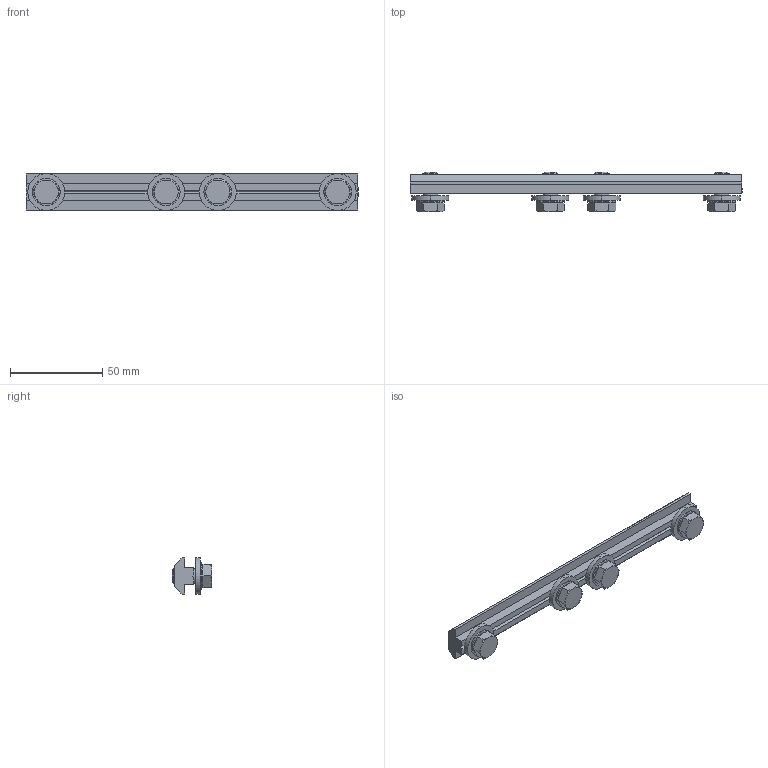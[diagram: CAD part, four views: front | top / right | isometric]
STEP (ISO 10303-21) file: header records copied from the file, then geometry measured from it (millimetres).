
FILE_DESCRIPTION (( 'STEP AP203' ), '1' );
FILE_NAME ('AL-2A01.C44A.03 Ñóõàðü ïàçîâûé ïàç 10, 180 ìì, Ì8.STEP', '2024-07-16T11:39:47', ( '' ), ( '' ), 'SwSTEP 2.0', 'SolidWorks 2021', '' );
FILE_SCHEMA (( 'CONFIG_CONTROL_DESIGN' ));
Length unit declared in the file: millimetre
Products named in the file (1): AL-2A01.C44A.03 Ñóõàðü ïàçîâûé ïàç 10, 180 ìì, Ì8
Bounding box: 180 x 21.3 x 20 mm (x, y, z)
Volume: 31655.3 mm3; surface area: 19135.9 mm2
Topology: 13 solids, 13 shells, 318 faces, 811 edges, 519 vertices
Faces by surface type: cylinder 128, plane 107, cone 55, bspline 28
Entity records: 23034 total; most frequent: CARTESIAN_POINT 15959, ORIENTED_EDGE 1622, DIRECTION 1298, EDGE_CURVE 811, VERTEX_POINT 519, AXIS2_PLACEMENT_3D 509, EDGE_LOOP 342, ADVANCED_FACE 318
